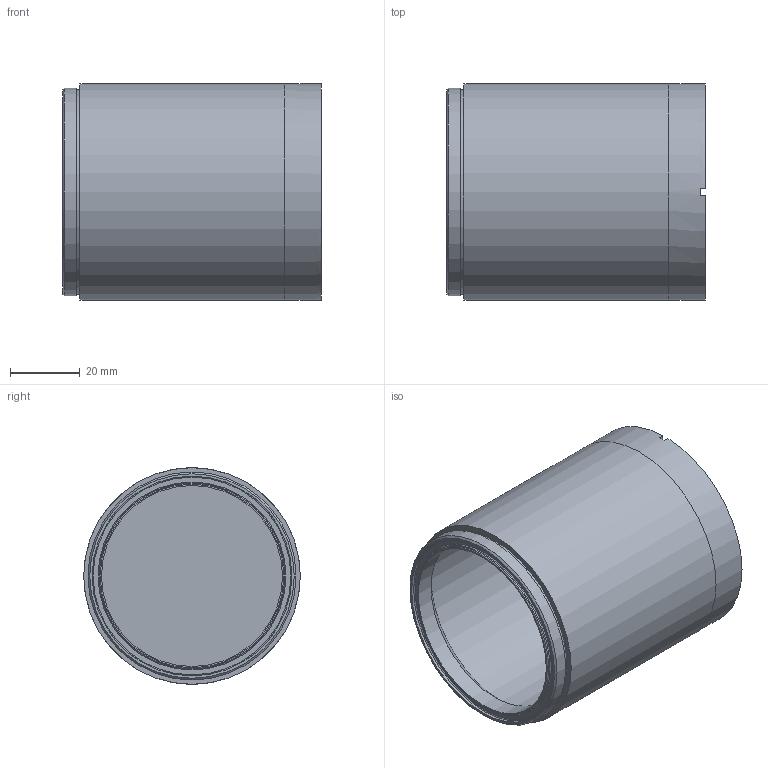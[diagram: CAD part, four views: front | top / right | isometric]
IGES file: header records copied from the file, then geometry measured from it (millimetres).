
Start section: SolidWorks IGES file using analytic representation for surfaces
Global section: file name: DP33230-A_IPT-D51L65.igs; native system: SolidWorks 2021; preprocessor: SolidWorks 2021; author: lfspanu; date: 240911.123939; units: millimetre
Bounding box: 74.1 x 62 x 62 mm (x, y, z)
Surface area: 30947.1 mm2 (no closed solid volume)
Topology: 0 solids, 0 shells, 32 faces, 111 edges, 97 vertices
Faces by surface type: revolution 16, bspline 16
